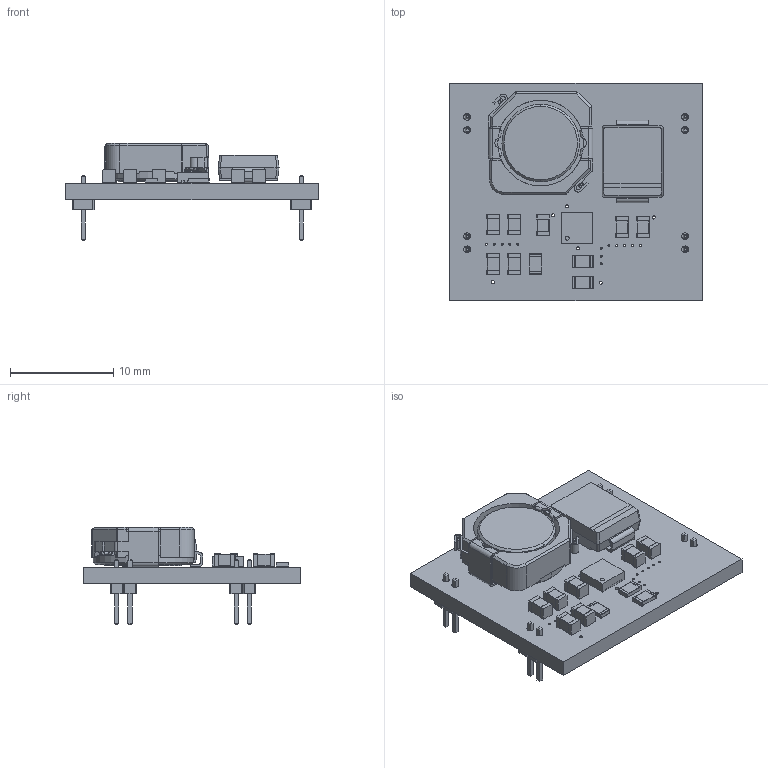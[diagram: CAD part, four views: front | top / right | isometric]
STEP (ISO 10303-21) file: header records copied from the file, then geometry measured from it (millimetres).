
FILE_DESCRIPTION(('KiCad electronic assembly'),'2;1');
FILE_NAME('Power Circuit.step','2024-01-29T13:45:51',('Pcbnew'),('Kicad' ),'Open CASCADE STEP processor 7.7','KiCad to STEP converter', 'Unknown');
FILE_SCHEMA(('AUTOMOTIVE_DESIGN { 1 0 10303 214 1 1 1 1 }'));
Length unit declared in the file: millimetre
Products named in the file (14): Power Circuit 1; R_0805_2012Metric; SS34; S3AH; PinHeader_1x02_P1.27mm_Vertical; PinHeader_1x02_P127mm_Vertical; C_0805_2012Metric; CDRH104R; TPS61087DRCT; DRC10; Power Circuit PCB
Assembly tree (24 placements, depth 3):
  Power Circuit 1
    R_0805_2012Metric  x3
      R_0805_2012Metric
    SS34
      S3AH
    PinHeader_1x02_P1.27mm_Vertical  x4
      PinHeader_1x02_P127mm_Vertical
    C_0805_2012Metric  x7
      C_0805_2012Metric
    CDRH104R
      CDRH104R
    TPS61087DRCT
      DRC10
    Power Circuit PCB
Bounding box: 24.41 x 21.01 x 9.4 mm (x, y, z)
Volume: 1224.2 mm3; surface area: 2297 mm2
Topology: 40 solids, 40 shells, 1004 faces, 2519 edges, 1621 vertices
Faces by surface type: plane 660, cylinder 270, torus 32, cone 17, sphere 13, bspline 12
Full cylindrical faces by diameter (mm): 0.2 x17, 0.3 x6, 0.65 x8
Entity records: 44636 total; most frequent: CARTESIAN_POINT 11010, DIRECTION 6071, LINE 3672, VECTOR 3672, ORIENTED_EDGE 3158, PCURVE 3158, DEFINITIONAL_REPRESENTATION 3158, EDGE_CURVE 1579
